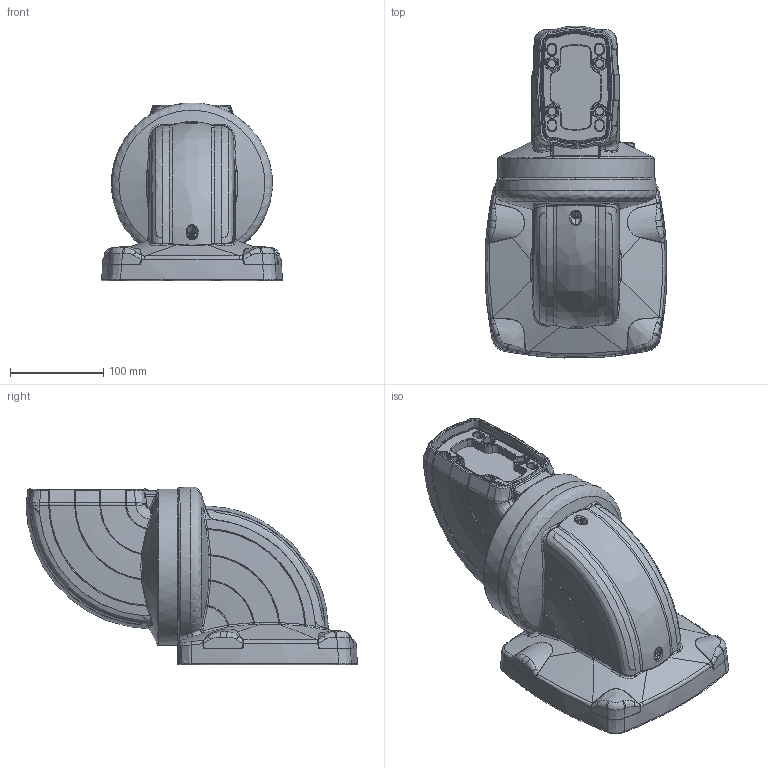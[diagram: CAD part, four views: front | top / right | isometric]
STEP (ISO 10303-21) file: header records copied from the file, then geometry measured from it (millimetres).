
FILE_DESCRIPTION (( 'STEP AP214' ), '1' );
FILE_NAME ('TK120.700_REV6.STEP', '2024-08-20T17:12:14', ( '' ), ( '' ), 'SwSTEP 2.0', 'SolidWorks 2023', '' );
FILE_SCHEMA (( 'AUTOMOTIVE_DESIGN' ));
Length unit declared in the file: inch
Products named in the file (1): TK120.700_REV6
Bounding box: 195.28 x 356.31 x 191.11 mm (x, y, z)
Volume: 4898977.9 mm3; surface area: 304731.8 mm2
Topology: 2 solids, 4 shells, 1511 faces, 3668 edges, 2126 vertices
Faces by surface type: bspline 1013, cylinder 189, plane 158, torus 78, cone 59, sphere 14
Full cylindrical faces by diameter (mm): 4.5 x2, 5 x1, 6.001 x1, 10 x1, 13 x2, 63.915 x1, 160.154 x1, 168 x1
Entity records: 125505 total; most frequent: CARTESIAN_POINT 98702, ORIENTED_EDGE 7080, EDGE_CURVE 3540, DIRECTION 3422, VERTEX_POINT 2107, B_SPLINE_CURVE_WITH_KNOTS 1858, EDGE_LOOP 1589, FACE_OUTER_BOUND 1526
